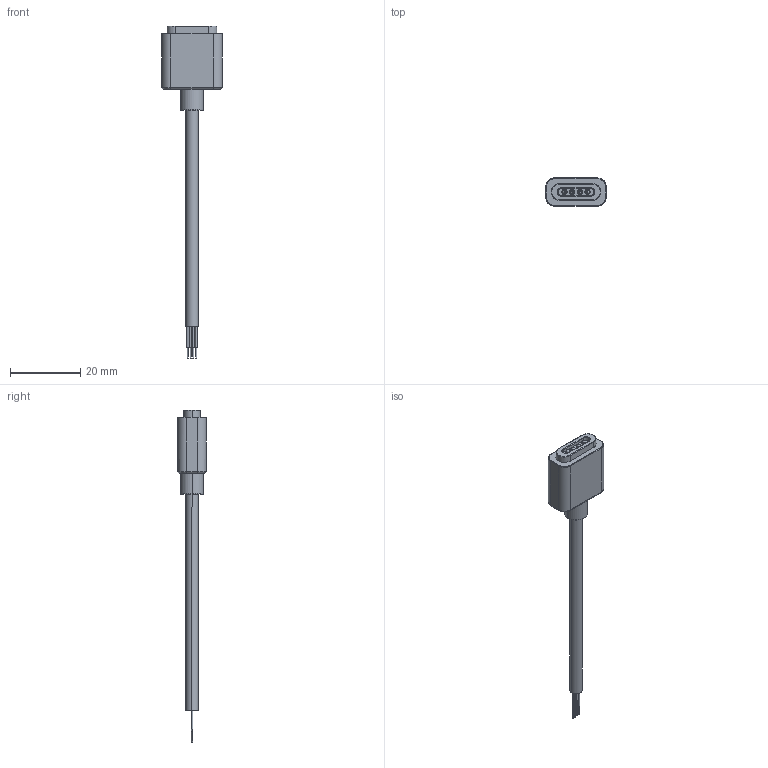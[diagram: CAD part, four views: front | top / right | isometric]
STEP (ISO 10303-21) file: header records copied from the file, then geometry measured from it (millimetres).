
FILE_DESCRIPTION (( 'STEP AP214' ), '1' );
FILE_NAME ('687F0432050110B.STEP', '2023-04-12T20:14:25', ( '' ), ( '' ), 'SwSTEP 2.0', 'SolidWorks 2020', '' );
FILE_SCHEMA (( 'AUTOMOTIVE_DESIGN' ));
Length unit declared in the file: millimetre
Products named in the file (1): 687F0432050110B
Bounding box: 17.2 x 8 x 94.7 mm (x, y, z)
Surface area: 3842.3 mm2 (no closed solid volume)
Topology: 0 solids, 10 shells, 2694 faces, 6591 edges, 3984 vertices
Faces by surface type: plane 1787, bspline 738, cylinder 135, torus 30, sphere 4
Entity records: 124800 total; most frequent: CARTESIAN_POINT 43191, ORIENTED_EDGE 13170, EDGE_CURVE 6585, DIRECTION 6422, B_SPLINE_CURVE_WITH_KNOTS 4318, VERTEX_POINT 3982, EDGE_LOOP 2777, UNCERTAINTY_MEASURE_WITH_UNIT 2698
